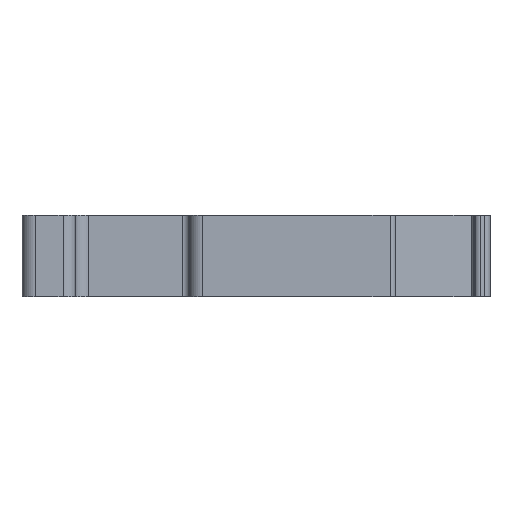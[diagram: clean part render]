
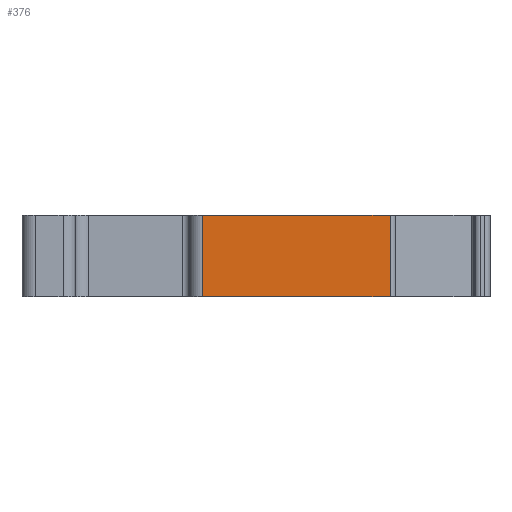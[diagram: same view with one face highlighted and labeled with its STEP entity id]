
A CAD part, front view. The second image highlights one B-rep face of the part: STEP entity #376.
In plain terms, the highlighted planar face has unit normal (0, -1, 0).
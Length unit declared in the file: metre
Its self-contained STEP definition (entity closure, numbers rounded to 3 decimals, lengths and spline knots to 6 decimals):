
#376 = ADVANCED_FACE( 'NONE', ( #756 ), #757, .F. );
#756 = FACE_OUTER_BOUND( '', #1133, .T. );
#757 = PLANE( '', #1134 );
#1133 = EDGE_LOOP( '', ( #2199, #2200, #2201, #2202 ) );
#1134 = AXIS2_PLACEMENT_3D( '', #2203, #2204, #2205 );
#2199 = ORIENTED_EDGE( '', *, *, #2777, .F. );
#2200 = ORIENTED_EDGE( '', *, *, #2624, .F. );
#2201 = ORIENTED_EDGE( '', *, *, #2804, .F. );
#2202 = ORIENTED_EDGE( '', *, *, #2648, .F. );
#2203 = CARTESIAN_POINT( '', ( 0.056768, -0.085454, -0.000029 ) );
#2204 = DIRECTION( '', ( 0., 1., 0. ) );
#2205 = DIRECTION( '', ( 1., 0., 0. ) );
#2624 = EDGE_CURVE( 'NONE', #3283, #3285, #3286, .T. );
#2648 = EDGE_CURVE( 'NONE', #3314, #3312, #3316, .T. );
#2777 = EDGE_CURVE( 'NONE', #3285, #3314, #3478, .T. );
#2804 = EDGE_CURVE( 'NONE', #3312, #3283, #3510, .T. );
#3283 = VERTEX_POINT( 'NONE', #4147 );
#3285 = VERTEX_POINT( 'NONE', #4149 );
#3286 = LINE( '', #4150, #4151 );
#3312 = VERTEX_POINT( 'NONE', #4186 );
#3314 = VERTEX_POINT( 'NONE', #4188 );
#3316 = LINE( '', #4190, #4191 );
#3478 = LINE( '', #4413, #4414 );
#3510 = LINE( '', #4460, #4461 );
#4147 = CARTESIAN_POINT( '', ( 0.042646, -0.085454, -0.006179 ) );
#4149 = CARTESIAN_POINT( '', ( 0.042646, -0.085454, -0.000029 ) );
#4150 = CARTESIAN_POINT( '', ( 0.042646, -0.085454, -0.000029 ) );
#4151 = VECTOR( '', #4821, 1. );
#4186 = CARTESIAN_POINT( '', ( 0.056768, -0.085454, -0.006179 ) );
#4188 = CARTESIAN_POINT( '', ( 0.056768, -0.085454, -0.000029 ) );
#4190 = CARTESIAN_POINT( '', ( 0.056768, -0.085454, -0.000029 ) );
#4191 = VECTOR( '', #4852, 1. );
#4413 = CARTESIAN_POINT( '', ( 0.031046, -0.085454, -0.000029 ) );
#4414 = VECTOR( '', #5000, 1. );
#4460 = CARTESIAN_POINT( '', ( 0.031046, -0.085454, -0.006179 ) );
#4461 = VECTOR( '', #5024, 1. );
#4821 = DIRECTION( '', ( 0., 0., 1. ) );
#4852 = DIRECTION( '', ( 0., 0., -1. ) );
#5000 = DIRECTION( '', ( 1., 0., 0. ) );
#5024 = DIRECTION( '', ( -1., 0., 0. ) );
